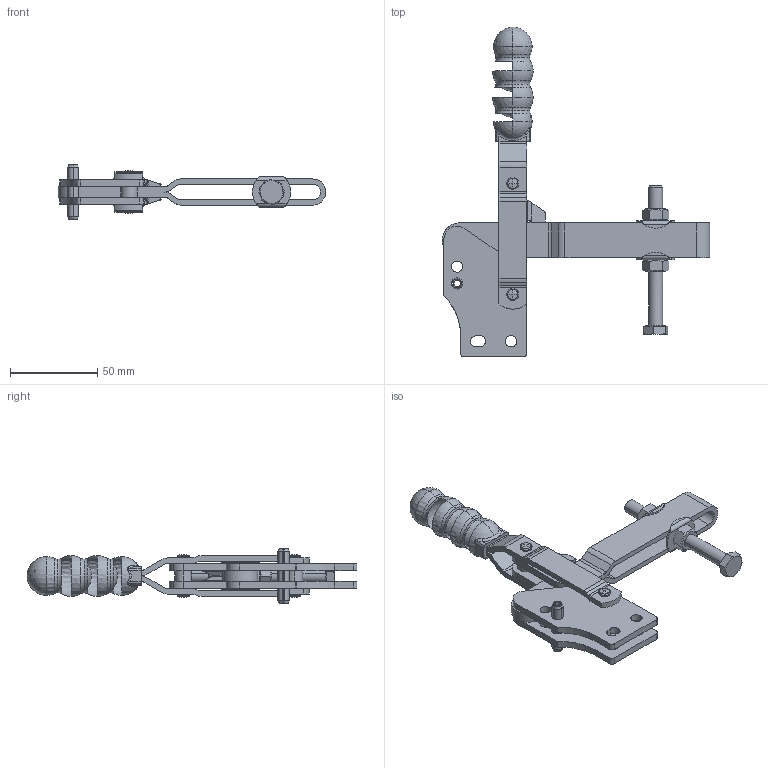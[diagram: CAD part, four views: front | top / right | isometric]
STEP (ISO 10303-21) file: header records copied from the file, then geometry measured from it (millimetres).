
FILE_DESCRIPTION(('CATIA V5 STEP Exchange'),'2;1');
FILE_NAME('VERTIKALSPANNER_TS_V_290_U_M8_357855_TUENKERS.stp','2019-02-06T07:05:50+00:00',('none'),('none'),'CATIA Version 5 Release 19 SP 9 (IN-10)','CATIA V5 STEP AP214','none');
FILE_SCHEMA(('AUTOMOTIVE_DESIGN { 1 0 10303 214 1 1 1 1 }'));
Length unit declared in the file: millimetre
Products named in the file (1): VERTIKALSPANNER_TS_V_290_U_M8_357855
Bounding box: 153.5 x 189.39 x 31.75 mm (x, y, z)
Volume: 68104 mm3; surface area: 48616.4 mm2
Topology: 2 solids, 4 shells, 416 faces, 1229 edges, 778 vertices
Faces by surface type: cylinder 158, plane 134, torus 40, sphere 32, bspline 28, cone 24
Entity records: 17654 total; most frequent: CARTESIAN_POINT 7417, ORIENTED_EDGE 2362, DIRECTION 1621, EDGE_CURVE 1181, AXIS2_PLACEMENT_3D 782, VERTEX_POINT 778, VECTOR 468, LINE 468
